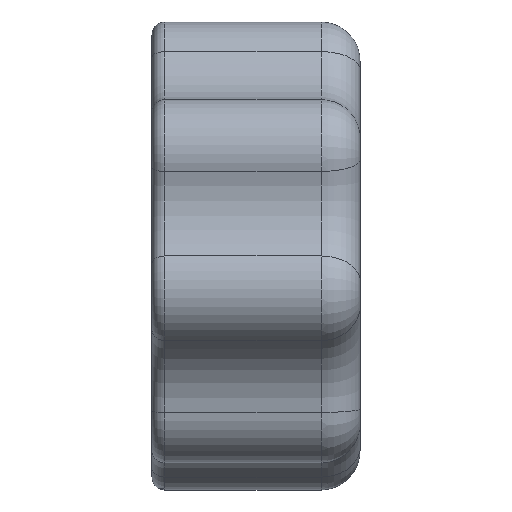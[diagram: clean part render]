
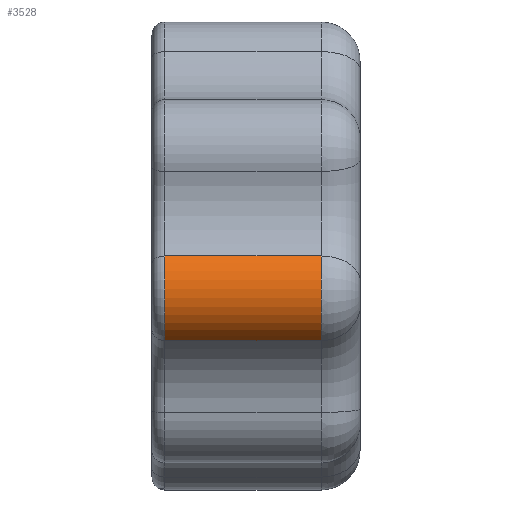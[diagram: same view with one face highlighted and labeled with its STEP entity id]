
A CAD part, front view. The second image highlights one B-rep face of the part: STEP entity #3528.
In plain terms, the highlighted cylindrical face has radius 4.26 mm (diameter 8.52 mm), a partial arc.
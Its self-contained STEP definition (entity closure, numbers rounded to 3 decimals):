
#105 = DIRECTION ( 'NONE',  ( 0., 0., 1. ) ) ;
#519 = LINE ( 'NONE', #4043, #4003 ) ;
#628 = DIRECTION ( 'NONE',  ( -1., 0., 0. ) ) ;
#647 = DIRECTION ( 'NONE',  ( 0., 0., 1. ) ) ;
#880 = AXIS2_PLACEMENT_3D ( 'NONE', #6279, #9785, #105 ) ;
#1631 = VECTOR ( 'NONE', #3282, 1000. ) ;
#1914 = VERTEX_POINT ( 'NONE', #8725 ) ;
#2156 = AXIS2_PLACEMENT_3D ( 'NONE', #10413, #628, #4267 ) ;
#2417 = FACE_OUTER_BOUND ( 'NONE', #5169, .T. ) ;
#2553 = CARTESIAN_POINT ( 'NONE',  ( -103., 74.269, -2.731 ) ) ;
#2791 = CARTESIAN_POINT ( 'NONE',  ( -103., 71., 0. ) ) ;
#3282 = DIRECTION ( 'NONE',  ( -1., 0., 0. ) ) ;
#3316 = AXIS2_PLACEMENT_3D ( 'NONE', #2553, #11364, #647 ) ;
#3323 = EDGE_CURVE ( 'NONE', #1914, #5612, #519, .T. ) ;
#3528 = ADVANCED_FACE ( 'NONE', ( #2417 ), #5140, .T. ) ;
#3719 = EDGE_CURVE ( 'NONE', #1914, #9822, #4012, .T. ) ;
#3781 = CARTESIAN_POINT ( 'NONE',  ( -91., 72.294, -6.506 ) ) ;
#4003 = VECTOR ( 'NONE', #7564, 1000. ) ;
#4012 = CIRCLE ( 'NONE', #880, 4.26 ) ;
#4043 = CARTESIAN_POINT ( 'NONE',  ( -88., 71., 0. ) ) ;
#4267 = DIRECTION ( 'NONE',  ( 0., 0., -1. ) ) ;
#4328 = CARTESIAN_POINT ( 'NONE',  ( -88., 72.294, -6.506 ) ) ;
#4415 = ORIENTED_EDGE ( 'NONE', *, *, #8122, .F. ) ;
#4426 = VERTEX_POINT ( 'NONE', #10209 ) ;
#4712 = EDGE_CURVE ( 'NONE', #9822, #4426, #6925, .T. ) ;
#5140 = CYLINDRICAL_SURFACE ( 'NONE', #2156, 4.26 ) ;
#5169 = EDGE_LOOP ( 'NONE', ( #6546, #6422, #6448, #4415 ) ) ;
#5531 = CIRCLE ( 'NONE', #3316, 4.26 ) ;
#5612 = VERTEX_POINT ( 'NONE', #2791 ) ;
#6279 = CARTESIAN_POINT ( 'NONE',  ( -91., 74.269, -2.731 ) ) ;
#6422 = ORIENTED_EDGE ( 'NONE', *, *, #3719, .F. ) ;
#6448 = ORIENTED_EDGE ( 'NONE', *, *, #3323, .T. ) ;
#6546 = ORIENTED_EDGE ( 'NONE', *, *, #4712, .F. ) ;
#6925 = LINE ( 'NONE', #4328, #1631 ) ;
#7564 = DIRECTION ( 'NONE',  ( -1., 0., 0. ) ) ;
#8122 = EDGE_CURVE ( 'NONE', #4426, #5612, #5531, .T. ) ;
#8725 = CARTESIAN_POINT ( 'NONE',  ( -91., 71., 0. ) ) ;
#9785 = DIRECTION ( 'NONE',  ( 1., 0., 0. ) ) ;
#9822 = VERTEX_POINT ( 'NONE', #3781 ) ;
#10209 = CARTESIAN_POINT ( 'NONE',  ( -103., 72.294, -6.506 ) ) ;
#10413 = CARTESIAN_POINT ( 'NONE',  ( -88., 74.269, -2.731 ) ) ;
#11364 = DIRECTION ( 'NONE',  ( -1., 0., 0. ) ) ;
